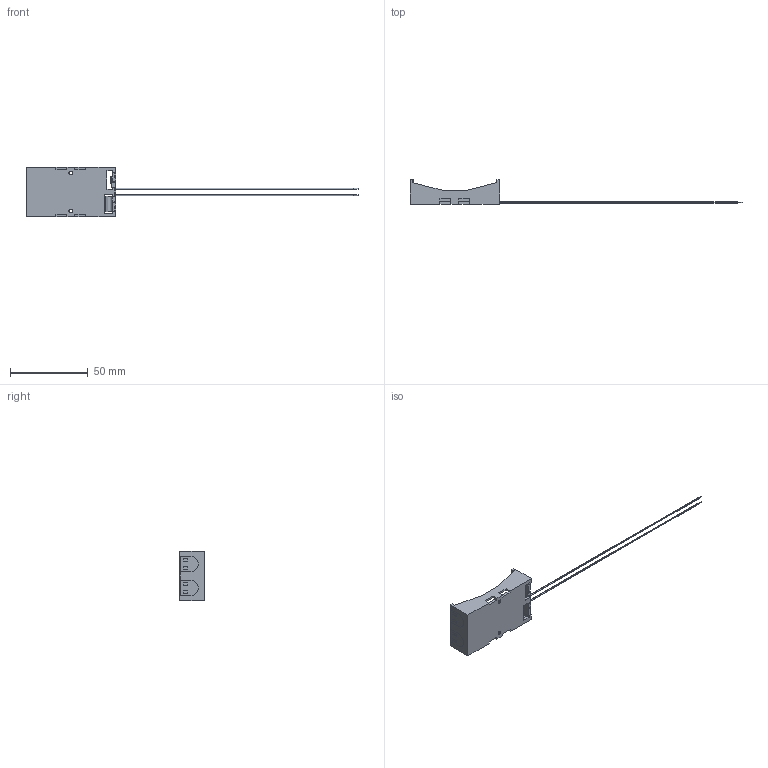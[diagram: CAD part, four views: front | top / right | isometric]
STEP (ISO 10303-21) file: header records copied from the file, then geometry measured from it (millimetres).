
FILE_DESCRIPTION (( 'STEP AP214' ), '1' );
FILE_NAME ('BA2AAW.STEP', '2019-12-05T23:58:12', ( '' ), ( '' ), 'SwSTEP 2.0', 'SolidWorks 2017', '' );
FILE_SCHEMA (( 'AUTOMOTIVE_DESIGN' ));
Length unit declared in the file: millimetre
Products named in the file (1): BA2AAW
Bounding box: 213.06 x 15.88 x 32.05 mm (x, y, z)
Volume: 6665.3 mm3; surface area: 12792.7 mm2
Topology: 8 solids, 8 shells, 463 faces, 1301 edges, 856 vertices
Faces by surface type: plane 378, cylinder 57, torus 16, cone 12
Entity records: 14946 total; most frequent: CARTESIAN_POINT 2621, ORIENTED_EDGE 2602, DIRECTION 2395, EDGE_CURVE 1301, VECTOR 1135, LINE 1135, VERTEX_POINT 856, AXIS2_PLACEMENT_3D 630
